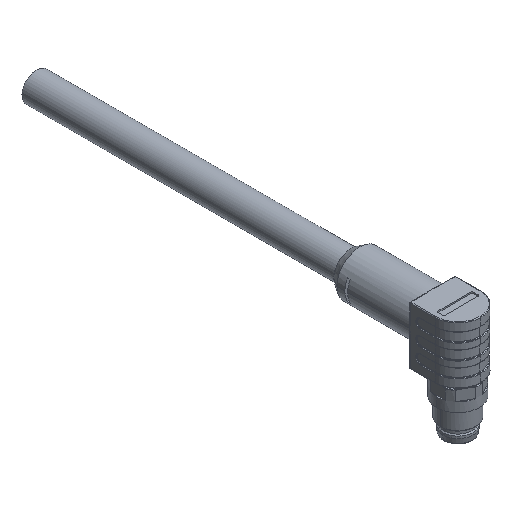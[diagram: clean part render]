
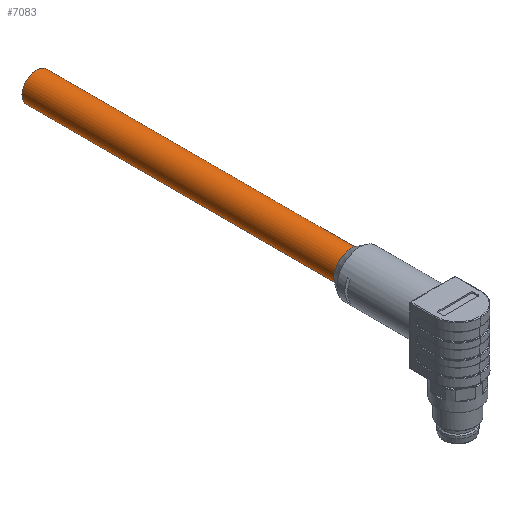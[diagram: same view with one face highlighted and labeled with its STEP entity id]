
A CAD part, isometric view. The second image highlights one B-rep face of the part: STEP entity #7083.
In plain terms, the highlighted cylindrical face has radius 3.25 mm (diameter 6.5 mm), a partial arc.
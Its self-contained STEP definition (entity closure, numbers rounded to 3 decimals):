
#7019=AXIS2_PLACEMENT_3D('Cylinder Axis2P3D',#7016,#7017,#7018) ;
#7045=AXIS2_PLACEMENT_3D('Circle Axis2P3D',#7043,#7044,$) ;
#7059=AXIS2_PLACEMENT_3D('Circle Axis2P3D',#7057,#7058,$) ;
#7016=CARTESIAN_POINT('Axis2P3D Location',(5.15,72.049,20.05)) ;
#7021=CARTESIAN_POINT('Line Origine',(7.448,72.049,22.348)) ;
#7025=CARTESIAN_POINT('Vertex',(7.448,100.298,22.348)) ;
#7027=CARTESIAN_POINT('Vertex',(7.448,29.3,22.348)) ;
#7031=CARTESIAN_POINT('Control Point',(1.9,100.298,20.05)) ;
#7032=CARTESIAN_POINT('Control Point',(1.9,100.298,20.816)) ;
#7033=CARTESIAN_POINT('Control Point',(2.126,100.298,21.582)) ;
#7034=CARTESIAN_POINT('Control Point',(2.578,100.298,22.258)) ;
#7035=CARTESIAN_POINT('Control Point',(3.82,100.298,23.261)) ;
#7036=CARTESIAN_POINT('Control Point',(5.408,100.298,23.43)) ;
#7037=CARTESIAN_POINT('Control Point',(6.206,100.298,23.272)) ;
#7038=CARTESIAN_POINT('Control Point',(6.907,100.298,22.89)) ;
#7039=CARTESIAN_POINT('Control Point',(7.448,100.298,22.348)) ;
#7040=CARTESIAN_POINT('Vertex',(1.9,100.298,20.05)) ;
#7043=CARTESIAN_POINT('Axis2P3D Location',(5.15,100.298,20.05)) ;
#7047=CARTESIAN_POINT('Vertex',(2.852,100.298,17.752)) ;
#7050=CARTESIAN_POINT('Line Origine',(2.852,72.049,17.752)) ;
#7054=CARTESIAN_POINT('Vertex',(2.852,29.3,17.752)) ;
#7057=CARTESIAN_POINT('Axis2P3D Location',(5.15,29.3,20.05)) ;
#7061=CARTESIAN_POINT('Vertex',(1.9,29.3,20.05)) ;
#7065=CARTESIAN_POINT('Control Point',(7.448,29.3,22.348)) ;
#7066=CARTESIAN_POINT('Control Point',(6.907,29.3,22.89)) ;
#7067=CARTESIAN_POINT('Control Point',(6.206,29.3,23.272)) ;
#7068=CARTESIAN_POINT('Control Point',(5.408,29.3,23.43)) ;
#7069=CARTESIAN_POINT('Control Point',(3.82,29.3,23.261)) ;
#7070=CARTESIAN_POINT('Control Point',(2.578,29.3,22.258)) ;
#7071=CARTESIAN_POINT('Control Point',(2.126,29.3,21.582)) ;
#7072=CARTESIAN_POINT('Control Point',(1.9,29.3,20.816)) ;
#7073=CARTESIAN_POINT('Control Point',(1.9,29.3,20.05)) ;
#7017=DIRECTION('Axis2P3D Direction',(0.,-1.,0.)) ;
#7018=DIRECTION('Axis2P3D XDirection',(0.707,0.,0.707)) ;
#7022=DIRECTION('Vector Direction',(0.,-1.,0.)) ;
#7044=DIRECTION('Axis2P3D Direction',(0.,-1.,0.)) ;
#7051=DIRECTION('Vector Direction',(0.,-1.,0.)) ;
#7058=DIRECTION('Axis2P3D Direction',(0.,-1.,0.)) ;
#7023=VECTOR('Line Direction',#7022,1.) ;
#7052=VECTOR('Line Direction',#7051,1.) ;
#7076=ORIENTED_EDGE('',*,*,#7029,.F.) ;
#7077=ORIENTED_EDGE('',*,*,#7042,.F.) ;
#7078=ORIENTED_EDGE('',*,*,#7049,.F.) ;
#7079=ORIENTED_EDGE('',*,*,#7056,.F.) ;
#7080=ORIENTED_EDGE('',*,*,#7063,.F.) ;
#7081=ORIENTED_EDGE('',*,*,#7074,.F.) ;
#7083=ADVANCED_FACE('Hauptkoerper',(#7082),#7020,.T.) ;
#7030=B_SPLINE_CURVE_WITH_KNOTS('',5,(#7031,#7032,#7033,#7034,#7035,#7036,#7037,#7038,#7039),.UNSPECIFIED.,.F.,.U.,(6,3,6),(-3.829,0.,3.829),.UNSPECIFIED.) ;
#7064=B_SPLINE_CURVE_WITH_KNOTS('',5,(#7065,#7066,#7067,#7068,#7069,#7070,#7071,#7072,#7073),.UNSPECIFIED.,.F.,.U.,(6,3,6),(-3.829,0.,3.829),.UNSPECIFIED.) ;
#7046=CIRCLE('generated circle',#7045,3.25) ;
#7060=CIRCLE('generated circle',#7059,3.25) ;
#7020=CYLINDRICAL_SURFACE('generated cylinder',#7019,3.25) ;
#7029=EDGE_CURVE('',#7026,#7028,#7024,.T.) ;
#7042=EDGE_CURVE('',#7041,#7026,#7030,.T.) ;
#7049=EDGE_CURVE('',#7048,#7041,#7046,.F.) ;
#7056=EDGE_CURVE('',#7055,#7048,#7053,.F.) ;
#7063=EDGE_CURVE('',#7062,#7055,#7060,.T.) ;
#7074=EDGE_CURVE('',#7028,#7062,#7064,.T.) ;
#7075=EDGE_LOOP('',(#7076,#7077,#7078,#7079,#7080,#7081)) ;
#7082=FACE_OUTER_BOUND('',#7075,.T.) ;
#7024=LINE('Line',#7021,#7023) ;
#7053=LINE('Line',#7050,#7052) ;
#7026=VERTEX_POINT('',#7025) ;
#7028=VERTEX_POINT('',#7027) ;
#7041=VERTEX_POINT('',#7040) ;
#7048=VERTEX_POINT('',#7047) ;
#7055=VERTEX_POINT('',#7054) ;
#7062=VERTEX_POINT('',#7061) ;
